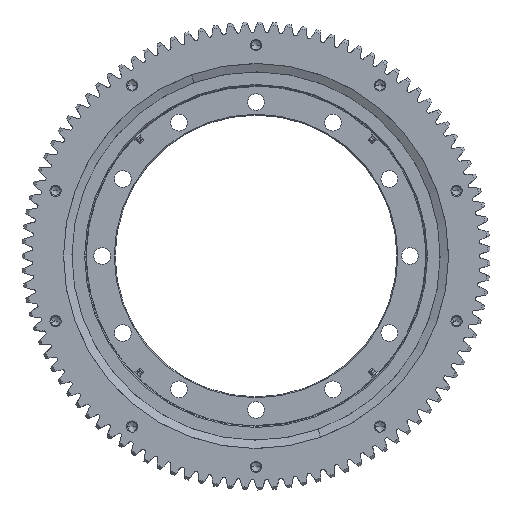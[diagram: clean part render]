
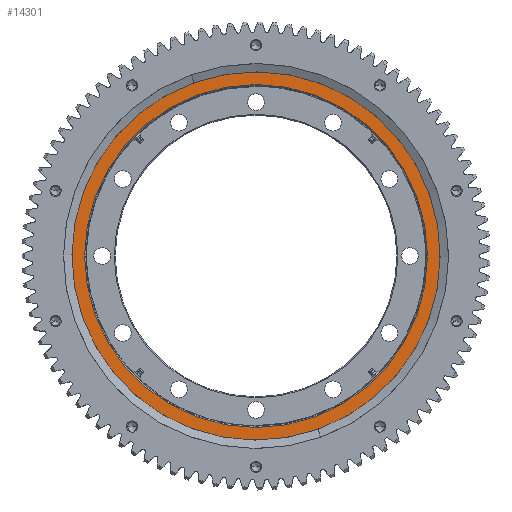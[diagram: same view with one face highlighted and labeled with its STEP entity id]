
A CAD part, front view. The second image highlights one B-rep face of the part: STEP entity #14301.
In plain terms, the highlighted planar face has unit normal (0, -1, 0).
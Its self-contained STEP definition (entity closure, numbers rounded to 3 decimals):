
#1499 = VERTEX_POINT ( 'NONE', #37098 ) ;
#6547 = CIRCLE ( 'NONE', #6593, 205.25 ) ;
#6593 = AXIS2_PLACEMENT_3D ( 'NONE', #12320, #7550, #50160 ) ;
#6680 = DIRECTION ( 'NONE',  ( 0., -1., 0. ) ) ;
#7550 = DIRECTION ( 'NONE',  ( 0., -1., 0. ) ) ;
#9929 = DIRECTION ( 'NONE',  ( 0., -1., 0. ) ) ;
#10849 = CIRCLE ( 'NONE', #39091, 185. ) ;
#11486 = FACE_OUTER_BOUND ( 'NONE', #60130, .T. ) ;
#11543 = DIRECTION ( 'NONE',  ( 0., 1., 0. ) ) ;
#12320 = CARTESIAN_POINT ( 'NONE',  ( 0., -16.5, 0. ) ) ;
#13961 = ORIENTED_EDGE ( 'NONE', *, *, #26060, .T. ) ;
#14301 = ADVANCED_FACE ( 'NONE', ( #44370, #11486 ), #55410, .T. ) ;
#14534 = CARTESIAN_POINT ( 'NONE',  ( 0., -16.5, 206.25 ) ) ;
#14791 = VERTEX_POINT ( 'NONE', #60455 ) ;
#16254 = CARTESIAN_POINT ( 'NONE',  ( 0., -16.5, 0. ) ) ;
#16347 = CARTESIAN_POINT ( 'NONE',  ( 0., -16.5, 0. ) ) ;
#16634 = CIRCLE ( 'NONE', #19257, 205.25 ) ;
#18349 = CIRCLE ( 'NONE', #22270, 185. ) ;
#19257 = AXIS2_PLACEMENT_3D ( 'NONE', #16254, #6680, #59711 ) ;
#22270 = AXIS2_PLACEMENT_3D ( 'NONE', #24508, #48805, #33983 ) ;
#24508 = CARTESIAN_POINT ( 'NONE',  ( 0., -16.5, 0. ) ) ;
#25824 = ORIENTED_EDGE ( 'NONE', *, *, #42523, .T. ) ;
#26060 = EDGE_CURVE ( 'NONE', #1499, #14791, #18349, .T. ) ;
#31377 = DIRECTION ( 'NONE',  ( 0., 0., -1. ) ) ;
#33224 = VERTEX_POINT ( 'NONE', #59471 ) ;
#33983 = DIRECTION ( 'NONE',  ( 0., 0., -1. ) ) ;
#37098 = CARTESIAN_POINT ( 'NONE',  ( 0., -16.5, -185. ) ) ;
#38938 = EDGE_CURVE ( 'NONE', #45331, #33224, #16634, .T. ) ;
#39091 = AXIS2_PLACEMENT_3D ( 'NONE', #16347, #11543, #31377 ) ;
#42523 = EDGE_CURVE ( 'NONE', #14791, #1499, #10849, .T. ) ;
#42898 = CARTESIAN_POINT ( 'NONE',  ( 0., -16.5, -205.25 ) ) ;
#43627 = ORIENTED_EDGE ( 'NONE', *, *, #38938, .T. ) ;
#44370 = FACE_BOUND ( 'NONE', #53648, .T. ) ;
#45331 = VERTEX_POINT ( 'NONE', #42898 ) ;
#47468 = EDGE_CURVE ( 'NONE', #33224, #45331, #6547, .T. ) ;
#47950 = DIRECTION ( 'NONE',  ( 0., 0., -1. ) ) ;
#48805 = DIRECTION ( 'NONE',  ( 0., 1., 0. ) ) ;
#50160 = DIRECTION ( 'NONE',  ( 0., 0., 1. ) ) ;
#53648 = EDGE_LOOP ( 'NONE', ( #13961, #25824 ) ) ;
#55410 = PLANE ( 'NONE',  #57703 ) ;
#57703 = AXIS2_PLACEMENT_3D ( 'NONE', #14534, #9929, #47950 ) ;
#58865 = ORIENTED_EDGE ( 'NONE', *, *, #47468, .T. ) ;
#59471 = CARTESIAN_POINT ( 'NONE',  ( 0., -16.5, 205.25 ) ) ;
#59711 = DIRECTION ( 'NONE',  ( 0., 0., 1. ) ) ;
#60130 = EDGE_LOOP ( 'NONE', ( #58865, #43627 ) ) ;
#60455 = CARTESIAN_POINT ( 'NONE',  ( 0., -16.5, 185. ) ) ;
